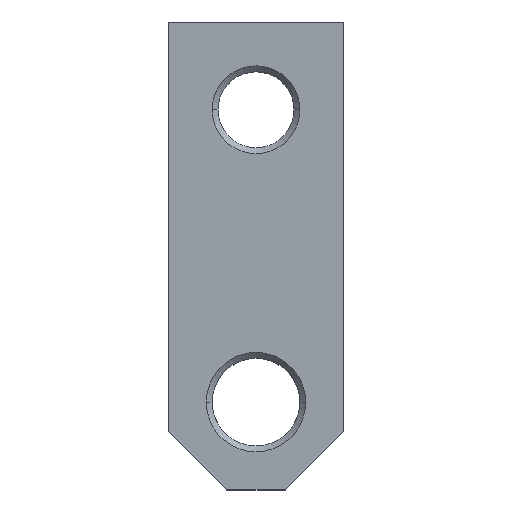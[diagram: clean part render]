
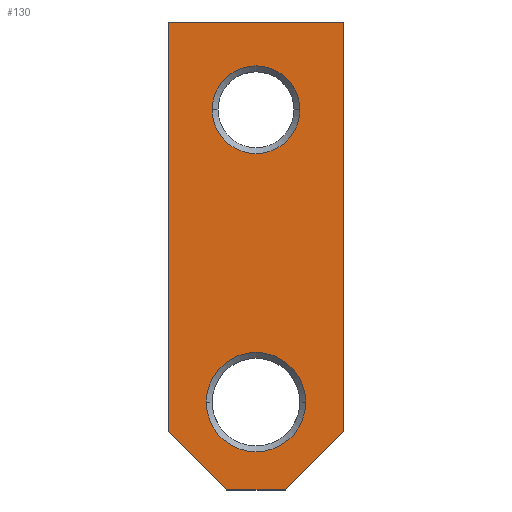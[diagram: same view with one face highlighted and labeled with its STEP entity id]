
A CAD part, top view. The second image highlights one B-rep face of the part: STEP entity #130.
In plain terms, the highlighted planar face has unit normal (0, 0, 1).
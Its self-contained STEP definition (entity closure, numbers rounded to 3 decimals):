
#8 = CIRCLE ( 'NONE', #654, 8.5 ) ;
#24 = DIRECTION ( 'NONE',  ( -1., 0., 0. ) ) ;
#72 = CARTESIAN_POINT ( 'NONE',  ( 7.5, 25., 7.5 ) ) ;
#108 = DIRECTION ( 'NONE',  ( 0., 0., -1. ) ) ;
#114 = EDGE_CURVE ( 'NONE', #808, #499, #1127, .T. ) ;
#130 = ADVANCED_FACE ( 'NONE', ( #1134, #743, #282 ), #384, .F. ) ;
#141 = CARTESIAN_POINT ( 'NONE',  ( -5., -40., 7.5 ) ) ;
#176 = CARTESIAN_POINT ( 'NONE',  ( 15., 40., 7.5 ) ) ;
#181 = ORIENTED_EDGE ( 'NONE', *, *, #114, .T. ) ;
#185 = LINE ( 'NONE', #370, #287 ) ;
#188 = VECTOR ( 'NONE', #709, 1000. ) ;
#217 = CARTESIAN_POINT ( 'NONE',  ( 5., -40., 7.5 ) ) ;
#282 = FACE_OUTER_BOUND ( 'NONE', #652, .T. ) ;
#284 = CARTESIAN_POINT ( 'NONE',  ( -8.5, -25., 7.5 ) ) ;
#286 = VECTOR ( 'NONE', #622, 1000. ) ;
#287 = VECTOR ( 'NONE', #907, 1000. ) ;
#293 = DIRECTION ( 'NONE',  ( -1., 0., 0. ) ) ;
#304 = CIRCLE ( 'NONE', #992, 7.5 ) ;
#316 = DIRECTION ( 'NONE',  ( 0., 0., -1. ) ) ;
#317 = DIRECTION ( 'NONE',  ( 0., 0., -1. ) ) ;
#320 = ORIENTED_EDGE ( 'NONE', *, *, #1121, .T. ) ;
#329 = EDGE_CURVE ( 'NONE', #741, #686, #304, .T. ) ;
#356 = ORIENTED_EDGE ( 'NONE', *, *, #519, .T. ) ;
#370 = CARTESIAN_POINT ( 'NONE',  ( -5., -40., 7.5 ) ) ;
#376 = CARTESIAN_POINT ( 'NONE',  ( 0., -25., 7.5 ) ) ;
#377 = DIRECTION ( 'NONE',  ( 0.707, 0.707, 0. ) ) ;
#384 = PLANE ( 'NONE',  #494 ) ;
#392 = EDGE_LOOP ( 'NONE', ( #1119, #839 ) ) ;
#408 = ORIENTED_EDGE ( 'NONE', *, *, #1100, .T. ) ;
#410 = CARTESIAN_POINT ( 'NONE',  ( 15., -30., 7.5 ) ) ;
#441 = VECTOR ( 'NONE', #807, 1000. ) ;
#449 = VERTEX_POINT ( 'NONE', #456 ) ;
#456 = CARTESIAN_POINT ( 'NONE',  ( -15., 40., 7.5 ) ) ;
#457 = ORIENTED_EDGE ( 'NONE', *, *, #1172, .T. ) ;
#460 = AXIS2_PLACEMENT_3D ( 'NONE', #948, #108, #1045 ) ;
#462 = CARTESIAN_POINT ( 'NONE',  ( 15., -30., 7.5 ) ) ;
#494 = AXIS2_PLACEMENT_3D ( 'NONE', #755, #1139, #293 ) ;
#499 = VERTEX_POINT ( 'NONE', #410 ) ;
#509 = DIRECTION ( 'NONE',  ( -1., 0., 0. ) ) ;
#514 = CIRCLE ( 'NONE', #460, 7.5 ) ;
#519 = EDGE_CURVE ( 'NONE', #1040, #808, #1076, .T. ) ;
#528 = EDGE_LOOP ( 'NONE', ( #950, #634 ) ) ;
#544 = LINE ( 'NONE', #917, #441 ) ;
#552 = CARTESIAN_POINT ( 'NONE',  ( 0., 25., 7.5 ) ) ;
#622 = DIRECTION ( 'NONE',  ( -1., 0., 0. ) ) ;
#634 = ORIENTED_EDGE ( 'NONE', *, *, #704, .T. ) ;
#647 = DIRECTION ( 'NONE',  ( 0., 0., -1. ) ) ;
#652 = EDGE_LOOP ( 'NONE', ( #356, #181, #457, #862, #320, #408 ) ) ;
#654 = AXIS2_PLACEMENT_3D ( 'NONE', #1073, #316, #509 ) ;
#659 = CARTESIAN_POINT ( 'NONE',  ( 8.5, -25., 7.5 ) ) ;
#686 = VERTEX_POINT ( 'NONE', #823 ) ;
#688 = EDGE_CURVE ( 'NONE', #844, #449, #742, .T. ) ;
#704 = EDGE_CURVE ( 'NONE', #779, #895, #1132, .T. ) ;
#709 = DIRECTION ( 'NONE',  ( 1., 0., 0. ) ) ;
#722 = CARTESIAN_POINT ( 'NONE',  ( -15., -30., 7.5 ) ) ;
#726 = VERTEX_POINT ( 'NONE', #722 ) ;
#727 = DIRECTION ( 'NONE',  ( -1., 0., 0. ) ) ;
#741 = VERTEX_POINT ( 'NONE', #72 ) ;
#742 = LINE ( 'NONE', #176, #286 ) ;
#743 = FACE_BOUND ( 'NONE', #528, .T. ) ;
#744 = DIRECTION ( 'NONE',  ( 0., 1., 0. ) ) ;
#746 = CARTESIAN_POINT ( 'NONE',  ( 15., 40., 7.5 ) ) ;
#755 = CARTESIAN_POINT ( 'NONE',  ( 0., 0., 7.5 ) ) ;
#779 = VERTEX_POINT ( 'NONE', #284 ) ;
#807 = DIRECTION ( 'NONE',  ( 0., -1., 0. ) ) ;
#808 = VERTEX_POINT ( 'NONE', #217 ) ;
#811 = AXIS2_PLACEMENT_3D ( 'NONE', #376, #647, #727 ) ;
#823 = CARTESIAN_POINT ( 'NONE',  ( -7.5, 25., 7.5 ) ) ;
#839 = ORIENTED_EDGE ( 'NONE', *, *, #904, .T. ) ;
#844 = VERTEX_POINT ( 'NONE', #746 ) ;
#862 = ORIENTED_EDGE ( 'NONE', *, *, #688, .T. ) ;
#895 = VERTEX_POINT ( 'NONE', #659 ) ;
#904 = EDGE_CURVE ( 'NONE', #686, #741, #514, .T. ) ;
#907 = DIRECTION ( 'NONE',  ( 0.707, -0.707, 0. ) ) ;
#917 = CARTESIAN_POINT ( 'NONE',  ( -15., 40., 7.5 ) ) ;
#948 = CARTESIAN_POINT ( 'NONE',  ( 0., 25., 7.5 ) ) ;
#950 = ORIENTED_EDGE ( 'NONE', *, *, #1037, .T. ) ;
#959 = LINE ( 'NONE', #1051, #996 ) ;
#992 = AXIS2_PLACEMENT_3D ( 'NONE', #552, #317, #24 ) ;
#996 = VECTOR ( 'NONE', #744, 1000. ) ;
#1002 = CARTESIAN_POINT ( 'NONE',  ( 15., -40., 7.5 ) ) ;
#1037 = EDGE_CURVE ( 'NONE', #895, #779, #8, .T. ) ;
#1040 = VERTEX_POINT ( 'NONE', #141 ) ;
#1045 = DIRECTION ( 'NONE',  ( -1., 0., 0. ) ) ;
#1051 = CARTESIAN_POINT ( 'NONE',  ( 15., 40., 7.5 ) ) ;
#1073 = CARTESIAN_POINT ( 'NONE',  ( 0., -25., 7.5 ) ) ;
#1076 = LINE ( 'NONE', #1002, #188 ) ;
#1100 = EDGE_CURVE ( 'NONE', #726, #1040, #185, .T. ) ;
#1119 = ORIENTED_EDGE ( 'NONE', *, *, #329, .T. ) ;
#1121 = EDGE_CURVE ( 'NONE', #449, #726, #544, .T. ) ;
#1127 = LINE ( 'NONE', #462, #1168 ) ;
#1132 = CIRCLE ( 'NONE', #811, 8.5 ) ;
#1134 = FACE_BOUND ( 'NONE', #392, .T. ) ;
#1139 = DIRECTION ( 'NONE',  ( 0., 0., -1. ) ) ;
#1168 = VECTOR ( 'NONE', #377, 1000. ) ;
#1172 = EDGE_CURVE ( 'NONE', #499, #844, #959, .T. ) ;
